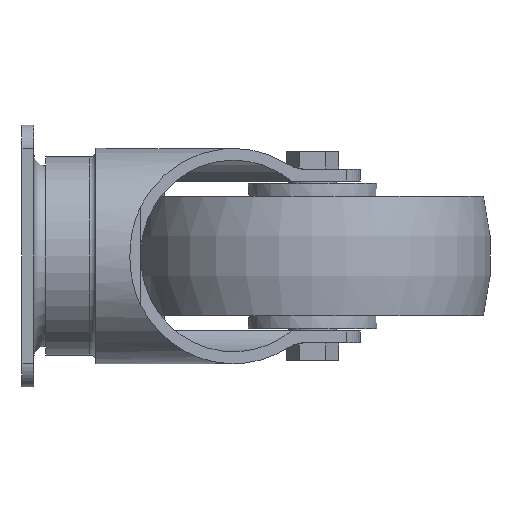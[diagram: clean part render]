
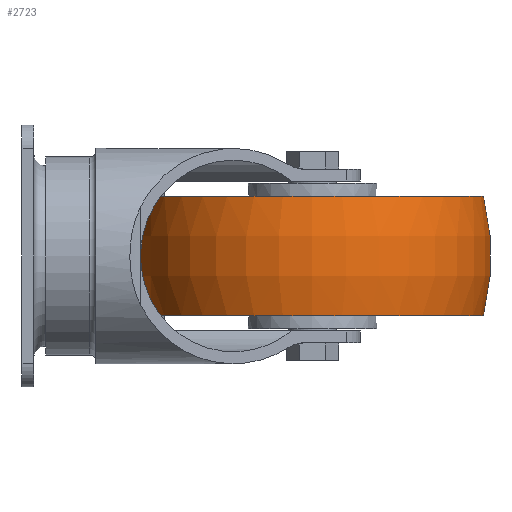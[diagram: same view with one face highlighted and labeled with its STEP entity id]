
A CAD part, left-side view. The second image highlights one B-rep face of the part: STEP entity #2723.
In plain terms, the highlighted toroidal (fillet/blend) face has major radius 25 mm and minor radius 100 mm.
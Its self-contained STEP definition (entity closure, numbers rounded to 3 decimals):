
#22=DEGENERATE_TOROIDAL_SURFACE('',#2968,25.,100.,
 .F.);
#148=CIRCLE('',#2967,71.825);
#149=CIRCLE('',#2969,71.825);
#572=ORIENTED_EDGE('',*,*,#1235,.T.);
#573=ORIENTED_EDGE('',*,*,#1236,.F.);
#1235=EDGE_CURVE('',#1566,#1566,#148,.T.);
#1236=EDGE_CURVE('',#1567,#1567,#149,.T.);
#1566=VERTEX_POINT('',#4448);
#1567=VERTEX_POINT('',#4451);
#2260=EDGE_LOOP('',(#572));
#2261=EDGE_LOOP('',(#573));
#2444=FACE_BOUND('',#2260,.T.);
#2445=FACE_BOUND('',#2261,.T.);
#2723=ADVANCED_FACE('',(#2444,#2445),#22,.F.);
#2967=AXIS2_PLACEMENT_3D('',#4447,#3560,#3561);
#2968=AXIS2_PLACEMENT_3D('',#4449,#3562,#3563);
#2969=AXIS2_PLACEMENT_3D('',#4450,#3564,#3565);
#3560=DIRECTION('',(0.,0.,-1.));
#3561=DIRECTION('',(-1.,0.,0.));
#3562=DIRECTION('',(0.,0.,-1.));
#3563=DIRECTION('',(-1.,0.,0.));
#3564=DIRECTION('',(0.,0.,-1.));
#3565=DIRECTION('',(-1.,0.,0.));
#4447=CARTESIAN_POINT('',(0.,0.,25.));
#4448=CARTESIAN_POINT('',(-71.825,0.,25.));
#4449=CARTESIAN_POINT('',(0.,0.,0.));
#4450=CARTESIAN_POINT('',(0.,0.,-25.));
#4451=CARTESIAN_POINT('',(-71.825,0.,-25.));
